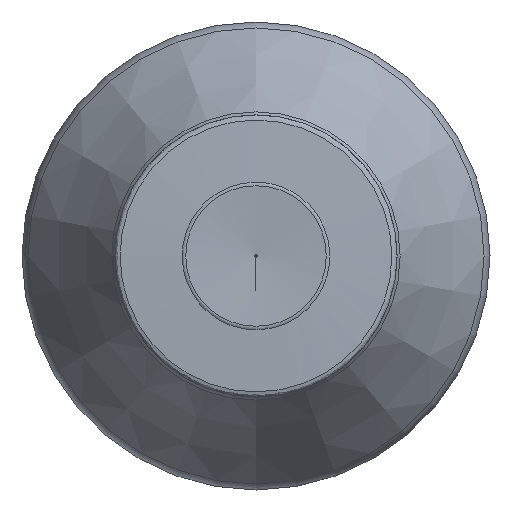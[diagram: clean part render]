
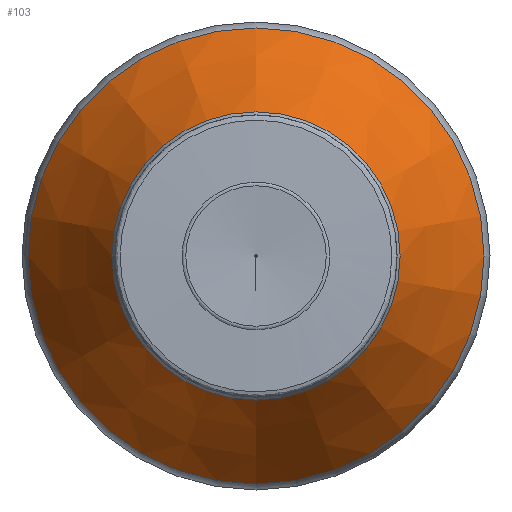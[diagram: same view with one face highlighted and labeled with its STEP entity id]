
A CAD part, left-side view. The second image highlights one B-rep face of the part: STEP entity #103.
In plain terms, the highlighted conical face has half-angle 31.139 degrees and reference radius 16.568 mm.
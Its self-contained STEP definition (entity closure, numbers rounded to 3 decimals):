
#81=CONICAL_SURFACE('',#406,16.568,31.139);
#103=ADVANCED_FACE('',(#154,#155),#81,.T.);
#154=FACE_BOUND('',#207,.T.);
#155=FACE_BOUND('',#208,.T.);
#207=EDGE_LOOP('',(#263));
#208=EDGE_LOOP('',(#264));
#263=ORIENTED_EDGE('',*,*,#333,.T.);
#264=ORIENTED_EDGE('',*,*,#332,.F.);
#304=VERTEX_POINT('',#585);
#305=VERTEX_POINT('',#588);
#332=EDGE_CURVE('',#304,#304,#360,.T.);
#333=EDGE_CURVE('',#305,#305,#361,.T.);
#360=CIRCLE('',#403,16.568);
#361=CIRCLE('',#405,10.47);
#403=AXIS2_PLACEMENT_3D('',#584,#484,#485);
#405=AXIS2_PLACEMENT_3D('',#587,#488,#489);
#406=AXIS2_PLACEMENT_3D('',#589,#490,#491);
#484=DIRECTION('',(1.,0.,0.));
#485=DIRECTION('',(0.,0.,1.));
#488=DIRECTION('',(1.,0.,0.));
#489=DIRECTION('',(0.,0.,1.));
#490=DIRECTION('',(1.,0.,0.));
#491=DIRECTION('',(0.,0.,-1.));
#584=CARTESIAN_POINT('',(56.285,0.,0.));
#585=CARTESIAN_POINT('',(56.285,0.,16.568));
#587=CARTESIAN_POINT('',(46.192,0.,0.));
#588=CARTESIAN_POINT('',(46.192,0.,10.47));
#589=CARTESIAN_POINT('',(56.285,0.,0.));
